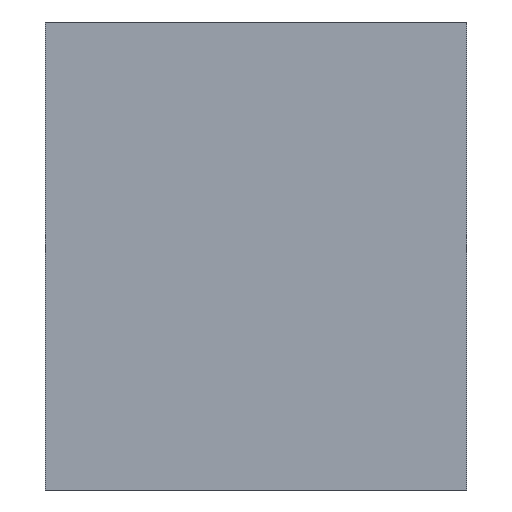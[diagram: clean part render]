
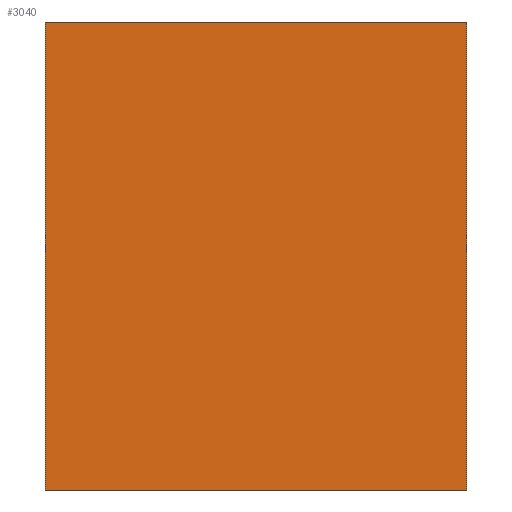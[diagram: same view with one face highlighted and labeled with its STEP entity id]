
A CAD part, front view. The second image highlights one B-rep face of the part: STEP entity #3040.
In plain terms, the highlighted planar face has unit normal (0, -1, 0).
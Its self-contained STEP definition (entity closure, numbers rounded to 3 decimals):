
#512=ORIENTED_EDGE('',*,*,#960,.T.);
#513=ORIENTED_EDGE('',*,*,#945,.T.);
#514=ORIENTED_EDGE('',*,*,#986,.T.);
#515=ORIENTED_EDGE('',*,*,#971,.T.);
#945=EDGE_CURVE('',#1378,#1377,#1655,.T.);
#960=EDGE_CURVE('',#1392,#1378,#1670,.T.);
#971=EDGE_CURVE('',#1402,#1392,#1681,.T.);
#986=EDGE_CURVE('',#1377,#1402,#1696,.T.);
#1377=VERTEX_POINT('',#4776);
#1378=VERTEX_POINT('',#4778);
#1392=VERTEX_POINT('',#4808);
#1402=VERTEX_POINT('',#4830);
#1655=LINE('',#4777,#2059);
#1670=LINE('',#4807,#2074);
#1681=LINE('',#4829,#2085);
#1696=LINE('',#4859,#2100);
#2059=VECTOR('',#3975,1000.);
#2074=VECTOR('',#3992,1000.);
#2085=VECTOR('',#4005,1000.);
#2100=VECTOR('',#4022,1000.);
#2546=EDGE_LOOP('',(#512,#513,#514,#515));
#2726=FACE_BOUND('',#2546,.T.);
#2883=PLANE('',#3858);
#3040=ADVANCED_FACE('',(#2726),#2883,.T.);
#3858=AXIS2_PLACEMENT_3D('',#5198,#4352,#4353);
#3975=DIRECTION('',(0.,0.,1.));
#3992=DIRECTION('',(1.,0.,0.));
#4005=DIRECTION('',(0.,0.,-1.));
#4022=DIRECTION('',(-1.,0.,0.));
#4352=DIRECTION('',(0.,-1.,0.));
#4353=DIRECTION('',(0.,0.,-1.));
#4776=CARTESIAN_POINT('',(-27.414,0.03,34.385));
#4777=CARTESIAN_POINT('',(-27.414,0.03,33.385));
#4778=CARTESIAN_POINT('',(-27.414,0.03,33.385));
#4807=CARTESIAN_POINT('',(-28.314,0.03,33.385));
#4808=CARTESIAN_POINT('',(-28.314,0.03,33.385));
#4829=CARTESIAN_POINT('',(-28.314,0.03,34.385));
#4830=CARTESIAN_POINT('',(-28.314,0.03,34.385));
#4859=CARTESIAN_POINT('',(-27.414,0.03,34.385));
#5198=CARTESIAN_POINT('',(0.,0.03,0.));
